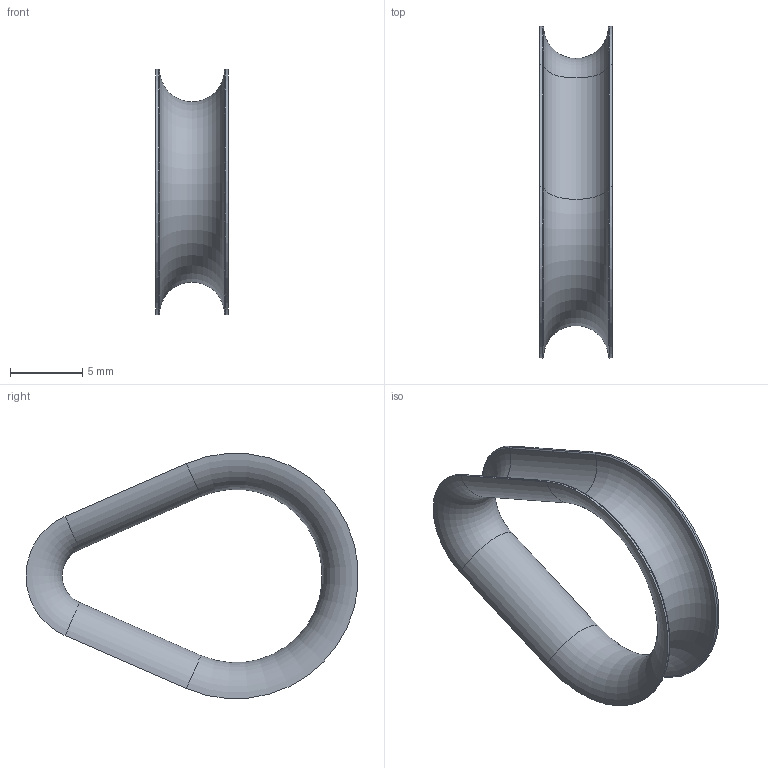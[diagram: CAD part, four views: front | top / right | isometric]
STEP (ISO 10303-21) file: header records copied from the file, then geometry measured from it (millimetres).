
FILE_DESCRIPTION((''),'2;1');
FILE_NAME('RF2181-RONSTAN-THIMBLE-4MM','2023-10-11T17:17:10',('ccha425'),('Department of Mechanical Engineering, The University of Auckland'),'CREO PARAMETRIC BY PTC INC, 2017260','CREO PARAMETRIC BY PTC INC, 2017260','');
FILE_SCHEMA(('CONFIG_CONTROL_DESIGN'));
Length unit declared in the file: millimetre
Products named in the file (1): RF2181-RONSTAN-THIMBLE-4MM
Bounding box: 5 x 22.97 x 16.96 mm (x, y, z)
Volume: 98.5 mm3; surface area: 816.1 mm2
Topology: 1 solids, 1 shells, 24 faces, 48 edges, 24 vertices
Faces by surface type: cylinder 12, torus 8, plane 4
Entity records: 650 total; most frequent: DIRECTION 124, CARTESIAN_POINT 96, ORIENTED_EDGE 96, AXIS2_PLACEMENT_3D 52, EDGE_CURVE 48, CIRCLE 28, VERTEX_POINT 24, EDGE_LOOP 24
